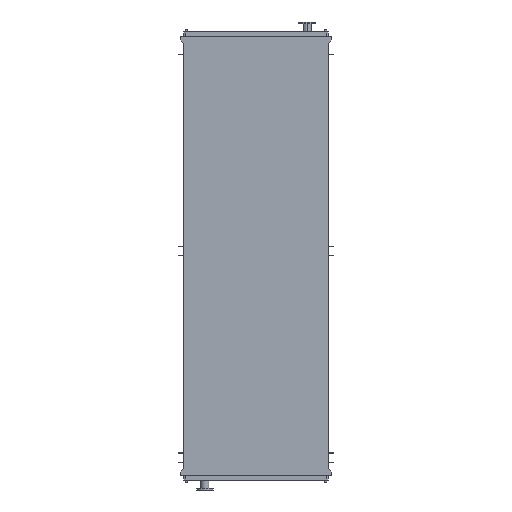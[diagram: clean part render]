
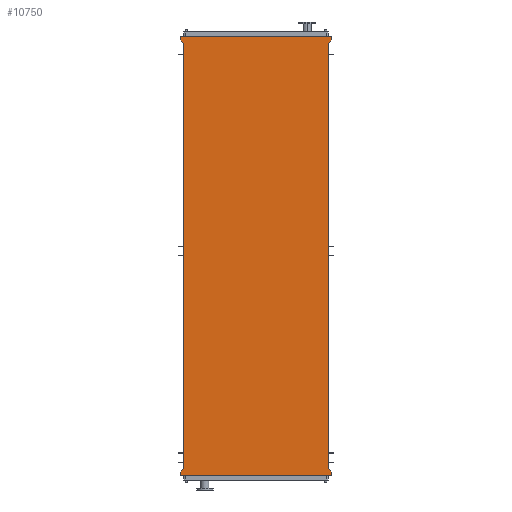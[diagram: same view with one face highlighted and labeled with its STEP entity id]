
A CAD part, front view. The second image highlights one B-rep face of the part: STEP entity #10750.
In plain terms, the highlighted planar face has unit normal (0, -1, 0).
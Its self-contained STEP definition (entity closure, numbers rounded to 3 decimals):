
#2 = ORIENTED_EDGE ( 'NONE', *, *, #20127, .F. ) ;
#147 = VERTEX_POINT ( 'NONE', #7796 ) ;
#373 = EDGE_LOOP ( 'NONE', ( #14312, #21616, #18038, #2, #12425, #15239, #10039, #8600, #5835, #1408, #4854, #7169 ) ) ;
#766 = VERTEX_POINT ( 'NONE', #18823 ) ;
#1394 = VECTOR ( 'NONE', #10357, 1000. ) ;
#1408 = ORIENTED_EDGE ( 'NONE', *, *, #3085, .F. ) ;
#1724 = DIRECTION ( 'NONE',  ( -0.655, 0., -0.755 ) ) ;
#2386 = CARTESIAN_POINT ( 'NONE',  ( 1011., 0., -5703. ) ) ;
#2656 = EDGE_CURVE ( 'NONE', #766, #18711, #17904, .T. ) ;
#3085 = EDGE_CURVE ( 'NONE', #9552, #12102, #6711, .T. ) ;
#3309 = VECTOR ( 'NONE', #21089, 1000. ) ;
#3362 = CARTESIAN_POINT ( 'NONE',  ( -1011., 0., 53. ) ) ;
#3389 = FACE_OUTER_BOUND ( 'NONE', #373, .T. ) ;
#3505 = DIRECTION ( 'NONE',  ( 0., 0., 1. ) ) ;
#3672 = VERTEX_POINT ( 'NONE', #2386 ) ;
#3898 = EDGE_CURVE ( 'NONE', #12774, #11395, #11268, .T. ) ;
#4139 = DIRECTION ( 'NONE',  ( 0.655, 0., 0.755 ) ) ;
#4374 = LINE ( 'NONE', #13874, #18382 ) ;
#4854 = ORIENTED_EDGE ( 'NONE', *, *, #7881, .F. ) ;
#5007 = VECTOR ( 'NONE', #4139, 1000. ) ;
#5086 = EDGE_CURVE ( 'NONE', #23374, #12774, #17237, .T. ) ;
#5234 = VECTOR ( 'NONE', #16424, 1000. ) ;
#5827 = CARTESIAN_POINT ( 'NONE',  ( -965., 0., 0. ) ) ;
#5835 = ORIENTED_EDGE ( 'NONE', *, *, #23814, .F. ) ;
#6243 = EDGE_CURVE ( 'NONE', #20894, #18711, #14658, .T. ) ;
#6330 = CARTESIAN_POINT ( 'NONE',  ( -1011., 0., -5703. ) ) ;
#6711 = LINE ( 'NONE', #7948, #8132 ) ;
#7075 = CARTESIAN_POINT ( 'NONE',  ( 1011., 0., -5745. ) ) ;
#7169 = ORIENTED_EDGE ( 'NONE', *, *, #19328, .F. ) ;
#7184 = CARTESIAN_POINT ( 'NONE',  ( 965., 0., 0. ) ) ;
#7347 = LINE ( 'NONE', #14784, #14712 ) ;
#7796 = CARTESIAN_POINT ( 'NONE',  ( 1011., 0., 95. ) ) ;
#7881 = EDGE_CURVE ( 'NONE', #3672, #9552, #4374, .T. ) ;
#7948 = CARTESIAN_POINT ( 'NONE',  ( -1011., 0., -5745. ) ) ;
#8132 = VECTOR ( 'NONE', #8657, 1000. ) ;
#8266 = DIRECTION ( 'NONE',  ( 0., 0., -1. ) ) ;
#8400 = LINE ( 'NONE', #6330, #1394 ) ;
#8600 = ORIENTED_EDGE ( 'NONE', *, *, #22258, .F. ) ;
#8657 = DIRECTION ( 'NONE',  ( -1., 0., 0. ) ) ;
#8900 = LINE ( 'NONE', #18415, #21220 ) ;
#8981 = CARTESIAN_POINT ( 'NONE',  ( 1011., 0., -5703. ) ) ;
#9552 = VERTEX_POINT ( 'NONE', #7075 ) ;
#10039 = ORIENTED_EDGE ( 'NONE', *, *, #13808, .F. ) ;
#10357 = DIRECTION ( 'NONE',  ( 0., 0., 1. ) ) ;
#10750 = ADVANCED_FACE ( 'NONE', ( #3389 ), #19982, .T. ) ;
#10791 = CARTESIAN_POINT ( 'NONE',  ( -1011., 0., -5745. ) ) ;
#10820 = CARTESIAN_POINT ( 'NONE',  ( -965., 0., -5650. ) ) ;
#11143 = CARTESIAN_POINT ( 'NONE',  ( 1011., 0., 53. ) ) ;
#11268 = LINE ( 'NONE', #20543, #23971 ) ;
#11272 = DIRECTION ( 'NONE',  ( -0.655, 0., 0.755 ) ) ;
#11395 = VERTEX_POINT ( 'NONE', #13795 ) ;
#11485 = CARTESIAN_POINT ( 'NONE',  ( -1011., 0., -5703. ) ) ;
#11698 = CARTESIAN_POINT ( 'NONE',  ( -965., 0., -5650. ) ) ;
#11948 = VERTEX_POINT ( 'NONE', #23230 ) ;
#12102 = VERTEX_POINT ( 'NONE', #10791 ) ;
#12176 = DIRECTION ( 'NONE',  ( 0., -1., 0. ) ) ;
#12425 = ORIENTED_EDGE ( 'NONE', *, *, #3898, .F. ) ;
#12447 = DIRECTION ( 'NONE',  ( 1., 0., 0. ) ) ;
#12774 = VERTEX_POINT ( 'NONE', #3362 ) ;
#13116 = LINE ( 'NONE', #8981, #5234 ) ;
#13631 = LINE ( 'NONE', #14009, #5007 ) ;
#13795 = CARTESIAN_POINT ( 'NONE',  ( -1011., 0., 95. ) ) ;
#13808 = EDGE_CURVE ( 'NONE', #11948, #23374, #18909, .T. ) ;
#13874 = CARTESIAN_POINT ( 'NONE',  ( 1011., 0., -5745. ) ) ;
#14009 = CARTESIAN_POINT ( 'NONE',  ( -965., 0., -5650. ) ) ;
#14312 = ORIENTED_EDGE ( 'NONE', *, *, #2656, .T. ) ;
#14658 = LINE ( 'NONE', #23697, #22489 ) ;
#14712 = VECTOR ( 'NONE', #15136, 1000. ) ;
#14784 = CARTESIAN_POINT ( 'NONE',  ( 1011., 0., 95. ) ) ;
#15127 = VECTOR ( 'NONE', #3505, 1000. ) ;
#15136 = DIRECTION ( 'NONE',  ( 0., 0., -1. ) ) ;
#15239 = ORIENTED_EDGE ( 'NONE', *, *, #5086, .F. ) ;
#15807 = VECTOR ( 'NONE', #11272, 1000. ) ;
#16059 = AXIS2_PLACEMENT_3D ( 'NONE', #10820, #12176, #18153 ) ;
#16306 = CARTESIAN_POINT ( 'NONE',  ( 965., 0., -5650. ) ) ;
#16424 = DIRECTION ( 'NONE',  ( 0.655, 0., -0.755 ) ) ;
#16991 = DIRECTION ( 'NONE',  ( 0., 0., 1. ) ) ;
#17237 = LINE ( 'NONE', #20665, #15807 ) ;
#17904 = LINE ( 'NONE', #16306, #15127 ) ;
#18038 = ORIENTED_EDGE ( 'NONE', *, *, #21758, .F. ) ;
#18153 = DIRECTION ( 'NONE',  ( 0., 0., -1. ) ) ;
#18382 = VECTOR ( 'NONE', #8266, 1000. ) ;
#18415 = CARTESIAN_POINT ( 'NONE',  ( -1011., 0., 95. ) ) ;
#18711 = VERTEX_POINT ( 'NONE', #7184 ) ;
#18823 = CARTESIAN_POINT ( 'NONE',  ( 965., 0., -5650. ) ) ;
#18909 = LINE ( 'NONE', #11698, #3309 ) ;
#19328 = EDGE_CURVE ( 'NONE', #766, #3672, #13116, .T. ) ;
#19982 = PLANE ( 'NONE',  #16059 ) ;
#20127 = EDGE_CURVE ( 'NONE', #11395, #147, #8900, .T. ) ;
#20543 = CARTESIAN_POINT ( 'NONE',  ( -1011., 0., 53. ) ) ;
#20665 = CARTESIAN_POINT ( 'NONE',  ( -965., 0., 0. ) ) ;
#20894 = VERTEX_POINT ( 'NONE', #11143 ) ;
#21089 = DIRECTION ( 'NONE',  ( 0., 0., 1. ) ) ;
#21220 = VECTOR ( 'NONE', #12447, 1000. ) ;
#21616 = ORIENTED_EDGE ( 'NONE', *, *, #6243, .F. ) ;
#21758 = EDGE_CURVE ( 'NONE', #147, #20894, #7347, .T. ) ;
#22258 = EDGE_CURVE ( 'NONE', #22728, #11948, #13631, .T. ) ;
#22489 = VECTOR ( 'NONE', #1724, 1000. ) ;
#22728 = VERTEX_POINT ( 'NONE', #11485 ) ;
#23230 = CARTESIAN_POINT ( 'NONE',  ( -965., 0., -5650. ) ) ;
#23374 = VERTEX_POINT ( 'NONE', #5827 ) ;
#23697 = CARTESIAN_POINT ( 'NONE',  ( 1011., 0., 53. ) ) ;
#23814 = EDGE_CURVE ( 'NONE', #12102, #22728, #8400, .T. ) ;
#23971 = VECTOR ( 'NONE', #16991, 1000. ) ;
